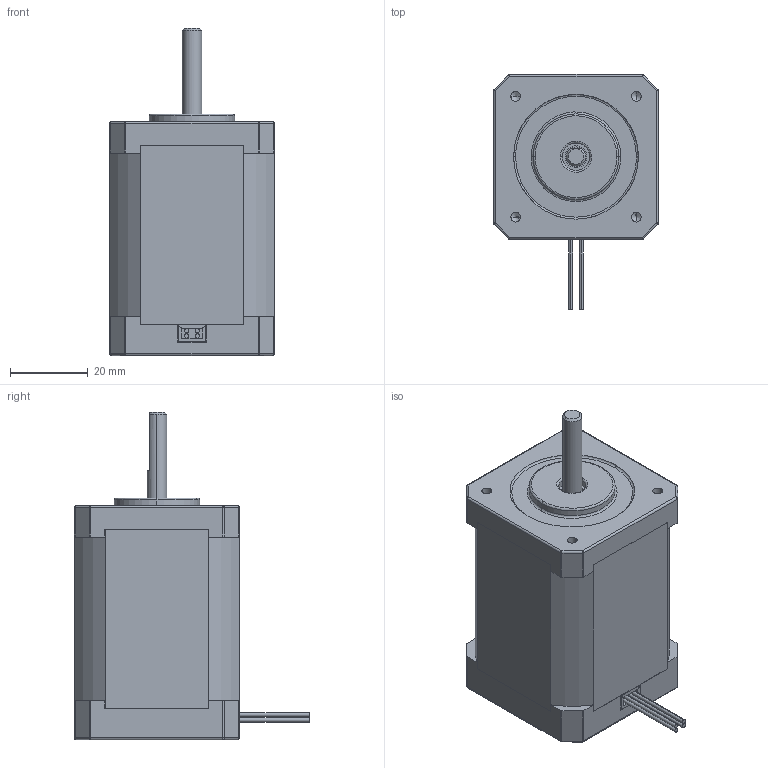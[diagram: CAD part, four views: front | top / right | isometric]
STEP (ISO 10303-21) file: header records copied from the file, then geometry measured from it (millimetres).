
FILE_DESCRIPTION (( 'STEP AP214' ), '1' );
FILE_NAME ('17hs24-2104s.step.STEP', '2024-03-01T15:47:34', ( '' ), ( '' ), 'SwSTEP 2.0', 'SolidWorks 2024', '' );
FILE_SCHEMA (( 'AUTOMOTIVE_DESIGN' ));
Length unit declared in the file: millimetre
Products named in the file (1): 17hs24-2104s.step
Bounding box: 42.32 x 60.31 x 84 mm (x, y, z)
Volume: 103072.1 mm3; surface area: 14301.1 mm2
Topology: 1 solids, 1 shells, 279 faces, 692 edges, 425 vertices
Faces by surface type: plane 142, cylinder 82, bspline 42, cone 13
Entity records: 9574 total; most frequent: CARTESIAN_POINT 3219, ORIENTED_EDGE 1352, DIRECTION 1269, EDGE_CURVE 676, AXIS2_PLACEMENT_3D 447, VERTEX_POINT 425, VECTOR 375, LINE 375
